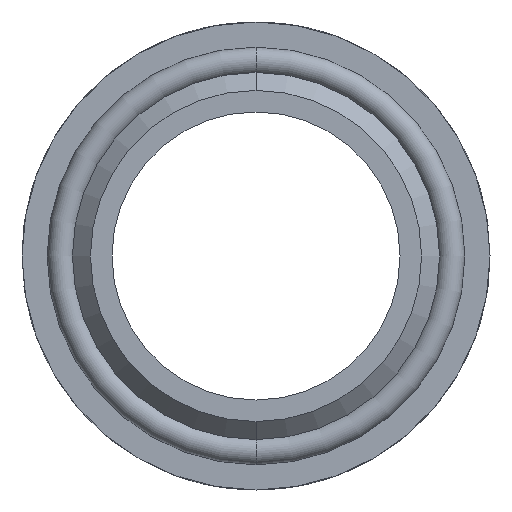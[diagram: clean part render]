
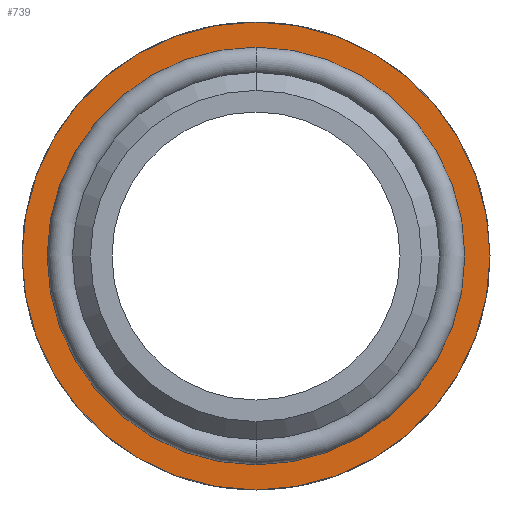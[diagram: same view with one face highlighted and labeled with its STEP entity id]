
A CAD part, front view. The second image highlights one B-rep face of the part: STEP entity #739.
In plain terms, the highlighted planar face has unit normal (0, -1, 0).
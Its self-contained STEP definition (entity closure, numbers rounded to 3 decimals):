
#108 = VERTEX_POINT ( 'NONE', #302 ) ;
#109 = VERTEX_POINT ( 'NONE', #301 ) ;
#215 = ORIENTED_EDGE ( 'NONE', *, *, #2165, .T. ) ;
#301 = CARTESIAN_POINT ( 'NONE',  ( 0., -1.852, -13. ) ) ;
#302 = CARTESIAN_POINT ( 'NONE',  ( 0., -1.852, 13. ) ) ;
#351 = EDGE_LOOP ( 'NONE', ( #215, #954 ) ) ;
#352 = EDGE_LOOP ( 'NONE', ( #953, #952 ) ) ;
#548 = AXIS2_PLACEMENT_3D ( 'NONE', #1605, #1627, #1628 ) ;
#602 = CIRCLE ( 'NONE', #1699, 11.224 ) ;
#618 = CIRCLE ( 'NONE', #1781, 13. ) ;
#636 = CIRCLE ( 'NONE', #1995, 11.224 ) ;
#739 = ADVANCED_FACE ( 'NONE', ( #1971, #1964 ), #1893, .F. ) ;
#800 = CIRCLE ( 'NONE', #548, 13. ) ;
#875 = EDGE_CURVE ( 'NONE', #109, #108, #800, .T. ) ;
#952 = ORIENTED_EDGE ( 'NONE', *, *, #875, .F. ) ;
#953 = ORIENTED_EDGE ( 'NONE', *, *, #2202, .F. ) ;
#954 = ORIENTED_EDGE ( 'NONE', *, *, #2235, .T. ) ;
#1126 = VERTEX_POINT ( 'NONE', #1211 ) ;
#1131 = VERTEX_POINT ( 'NONE', #1216 ) ;
#1211 = CARTESIAN_POINT ( 'NONE',  ( 0., -1.852, 11.224 ) ) ;
#1216 = CARTESIAN_POINT ( 'NONE',  ( 0., -1.852, -11.224 ) ) ;
#1239 = CARTESIAN_POINT ( 'NONE',  ( 0., -1.852, 0. ) ) ;
#1240 = DIRECTION ( 'NONE',  ( 0., 1., 0. ) ) ;
#1241 = DIRECTION ( 'NONE',  ( 0., 0., 1. ) ) ;
#1332 = CARTESIAN_POINT ( 'NONE',  ( 0., -1.852, 0. ) ) ;
#1351 = DIRECTION ( 'NONE',  ( 0., 1., 0. ) ) ;
#1352 = DIRECTION ( 'NONE',  ( 0., 0., 1. ) ) ;
#1605 = CARTESIAN_POINT ( 'NONE',  ( 0., -1.852, 0. ) ) ;
#1627 = DIRECTION ( 'NONE',  ( 0., 1., 0. ) ) ;
#1628 = DIRECTION ( 'NONE',  ( 0., 0., 1. ) ) ;
#1699 = AXIS2_PLACEMENT_3D ( 'NONE', #1239, #1240, #1241 ) ;
#1781 = AXIS2_PLACEMENT_3D ( 'NONE', #1332, #1351, #1352 ) ;
#1890 = DIRECTION ( 'NONE',  ( 0., 0., 1. ) ) ;
#1891 = DIRECTION ( 'NONE',  ( 0., 1., 0. ) ) ;
#1892 = CARTESIAN_POINT ( 'NONE',  ( 13., -1.852, 0. ) ) ;
#1893 = PLANE ( 'NONE',  #1962 ) ;
#1962 = AXIS2_PLACEMENT_3D ( 'NONE', #1892, #1891, #1890 ) ;
#1964 = FACE_OUTER_BOUND ( 'NONE', #352, .T. ) ;
#1971 = FACE_BOUND ( 'NONE', #351, .T. ) ;
#1995 = AXIS2_PLACEMENT_3D ( 'NONE', #2261, #2262, #2263 ) ;
#2165 = EDGE_CURVE ( 'NONE', #1131, #1126, #602, .T. ) ;
#2202 = EDGE_CURVE ( 'NONE', #108, #109, #618, .T. ) ;
#2235 = EDGE_CURVE ( 'NONE', #1126, #1131, #636, .T. ) ;
#2261 = CARTESIAN_POINT ( 'NONE',  ( 0., -1.852, 0. ) ) ;
#2262 = DIRECTION ( 'NONE',  ( 0., 1., 0. ) ) ;
#2263 = DIRECTION ( 'NONE',  ( 0., 0., 1. ) ) ;
